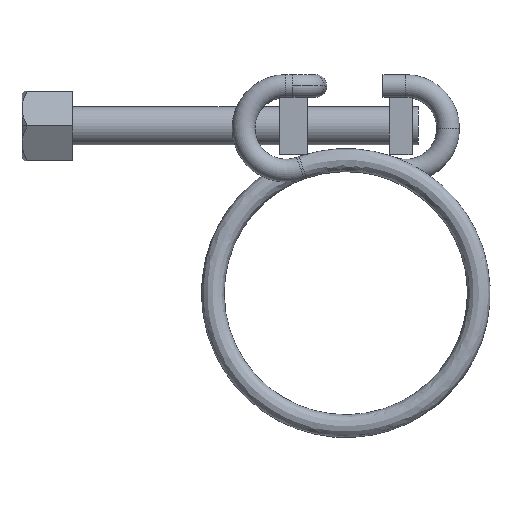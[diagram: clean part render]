
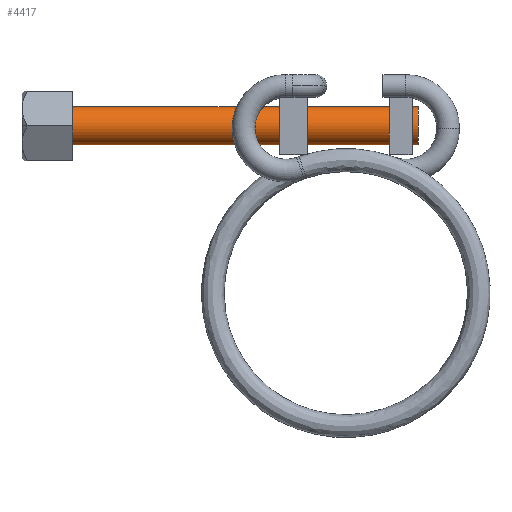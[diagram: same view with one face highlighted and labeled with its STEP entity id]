
A CAD part, top view. The second image highlights one B-rep face of the part: STEP entity #4417.
In plain terms, the highlighted cylindrical face has radius 1.5 mm (diameter 3 mm), a partial arc.
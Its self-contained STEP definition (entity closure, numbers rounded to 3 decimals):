
#435 = CARTESIAN_POINT ( 'NONE',  ( -21.566, 13.2, 0. ) ) ;
#523 = CIRCLE ( 'NONE', #4251, 1.5 ) ;
#563 = CARTESIAN_POINT ( 'NONE',  ( 5.734, 13.2, 0. ) ) ;
#730 = DIRECTION ( 'NONE',  ( 1., 0., 0. ) ) ;
#1119 = EDGE_CURVE ( 'NONE', #1549, #8674, #523, .T. ) ;
#1230 = VERTEX_POINT ( 'NONE', #2429 ) ;
#1549 = VERTEX_POINT ( 'NONE', #7293 ) ;
#1715 = VECTOR ( 'NONE', #6019, 1000. ) ;
#2384 = DIRECTION ( 'NONE',  ( -1., 0., 0. ) ) ;
#2429 = CARTESIAN_POINT ( 'NONE',  ( -21.566, 11.7, 0. ) ) ;
#2604 = CIRCLE ( 'NONE', #7565, 1.5 ) ;
#2892 = ORIENTED_EDGE ( 'NONE', *, *, #4131, .F. ) ;
#2906 = DIRECTION ( 'NONE',  ( 0., 1., 0. ) ) ;
#3429 = ORIENTED_EDGE ( 'NONE', *, *, #6225, .T. ) ;
#3869 = CARTESIAN_POINT ( 'NONE',  ( 5.734, 14.7, 0. ) ) ;
#3912 = VERTEX_POINT ( 'NONE', #4217 ) ;
#4131 = EDGE_CURVE ( 'NONE', #8674, #1230, #6656, .T. ) ;
#4217 = CARTESIAN_POINT ( 'NONE',  ( -21.566, 14.7, 0. ) ) ;
#4219 = ORIENTED_EDGE ( 'NONE', *, *, #1119, .F. ) ;
#4251 = AXIS2_PLACEMENT_3D ( 'NONE', #5585, #730, #2906 ) ;
#4417 = ADVANCED_FACE ( 'NONE', ( #4749 ), #6686, .T. ) ;
#4749 = FACE_OUTER_BOUND ( 'NONE', #7209, .T. ) ;
#5092 = LINE ( 'NONE', #3869, #6043 ) ;
#5381 = DIRECTION ( 'NONE',  ( -1., 0., 0. ) ) ;
#5390 = DIRECTION ( 'NONE',  ( 1., 0., 0. ) ) ;
#5585 = CARTESIAN_POINT ( 'NONE',  ( 5.734, 13.2, 0. ) ) ;
#5884 = AXIS2_PLACEMENT_3D ( 'NONE', #563, #5381, #6810 ) ;
#6019 = DIRECTION ( 'NONE',  ( -1., 0., 0. ) ) ;
#6043 = VECTOR ( 'NONE', #2384, 1000. ) ;
#6225 = EDGE_CURVE ( 'NONE', #3912, #1230, #2604, .T. ) ;
#6651 = DIRECTION ( 'NONE',  ( 0., 1., 0. ) ) ;
#6656 = LINE ( 'NONE', #8074, #1715 ) ;
#6686 = CYLINDRICAL_SURFACE ( 'NONE', #5884, 1.5 ) ;
#6759 = EDGE_CURVE ( 'NONE', #1549, #3912, #5092, .T. ) ;
#6810 = DIRECTION ( 'NONE',  ( 0., -1., 0. ) ) ;
#6947 = ORIENTED_EDGE ( 'NONE', *, *, #6759, .T. ) ;
#7209 = EDGE_LOOP ( 'NONE', ( #4219, #6947, #3429, #2892 ) ) ;
#7214 = CARTESIAN_POINT ( 'NONE',  ( 5.734, 11.7, 0. ) ) ;
#7293 = CARTESIAN_POINT ( 'NONE',  ( 5.734, 14.7, 0. ) ) ;
#7565 = AXIS2_PLACEMENT_3D ( 'NONE', #435, #5390, #6651 ) ;
#8074 = CARTESIAN_POINT ( 'NONE',  ( 5.734, 11.7, 0. ) ) ;
#8674 = VERTEX_POINT ( 'NONE', #7214 ) ;
